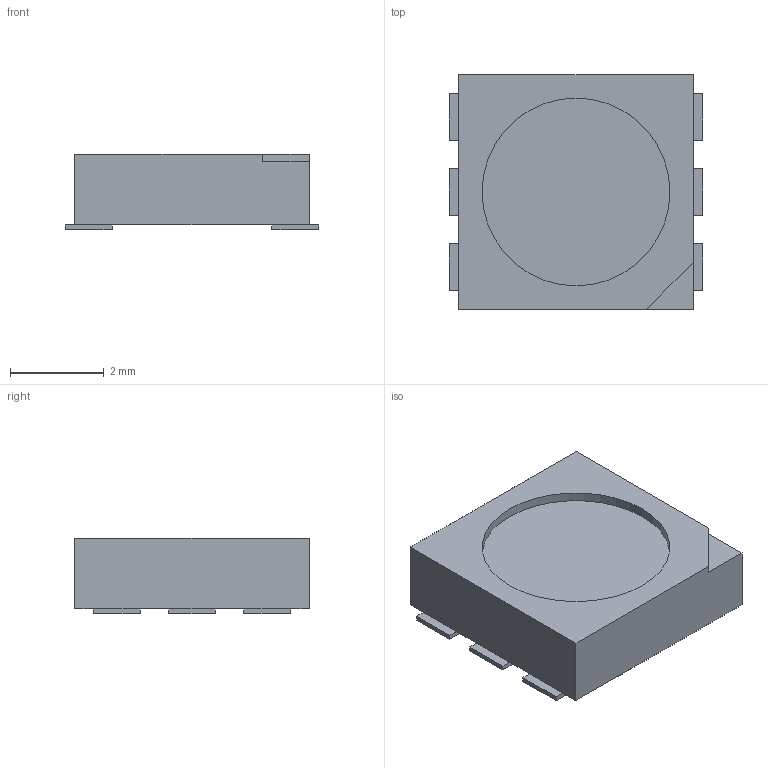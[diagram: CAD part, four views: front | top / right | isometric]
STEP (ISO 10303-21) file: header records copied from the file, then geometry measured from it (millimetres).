
FILE_DESCRIPTION(('FreeCAD Model'),'2;1');
FILE_NAME('Fusion.step','2019-02-05T14:04:00',( 'kicad StepUp'),('ksu MCAD'),'Open CASCADE STEP processor 7.3', 'FreeCAD','Unknown');
FILE_SCHEMA(('AUTOMOTIVE_DESIGN { 1 0 10303 214 1 1 1 1 }'));
Length unit declared in the file: millimetre
Products named in the file (1): Fusion
Bounding box: 5.4 x 5 x 1.6 mm (x, y, z)
Volume: 35.5 mm3; surface area: 87.2 mm2
Topology: 1 solids, 1 shells, 46 faces, 117 edges, 74 vertices
Faces by surface type: plane 45, cylinder 1
Full cylindrical faces by diameter (mm): 4 x1
Entity records: 1683 total; most frequent: CARTESIAN_POINT 238, ORIENTED_EDGE 234, DIRECTION 213, EDGE_CURVE 117, LINE 115, VECTOR 115, VERTEX_POINT 74, AXIS2_PLACEMENT_3D 49
